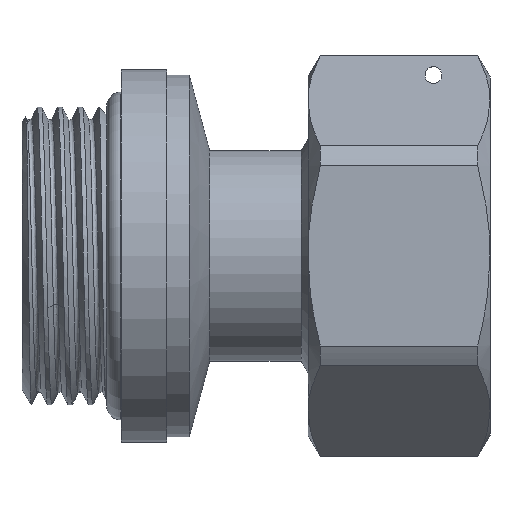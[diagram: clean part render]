
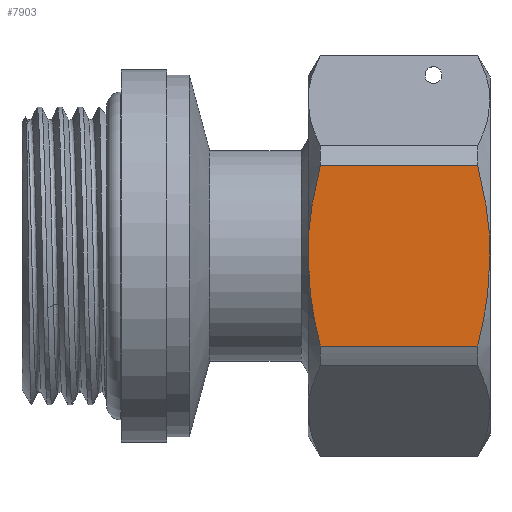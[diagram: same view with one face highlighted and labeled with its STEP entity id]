
A CAD part, top view. The second image highlights one B-rep face of the part: STEP entity #7903.
In plain terms, the highlighted face is planar.
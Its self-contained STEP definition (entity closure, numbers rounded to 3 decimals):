
#3941=CARTESIAN_POINT('',(-7.99,1.097,-15.85));
#3942=CARTESIAN_POINT('',(-7.299,0.917,-15.85));
#3943=CARTESIAN_POINT('',(-5.934,0.6,-15.85));
#3944=CARTESIAN_POINT('',(-3.949,0.258,-15.85));
#3945=CARTESIAN_POINT('',(-1.974,0.047,-15.85));
#3946=CARTESIAN_POINT('',(-0.658,0.,-15.85));
#3947=CARTESIAN_POINT('',(0.,0.,-15.85));
#3949=CARTESIAN_POINT('',(0.,0.,-15.85));
#3950=CARTESIAN_POINT('',(0.526,0.,-15.85));
#3951=CARTESIAN_POINT('',(1.58,0.03,-15.85));
#3952=CARTESIAN_POINT('',(3.158,0.166,-15.85));
#3953=CARTESIAN_POINT('',(4.742,0.387,-15.85));
#3954=CARTESIAN_POINT('',(6.343,0.693,-15.85));
#3955=CARTESIAN_POINT('',(7.437,0.953,-15.85));
#3956=CARTESIAN_POINT('',(7.99,1.097,-15.85));
#4452=DIRECTION('',(0.,-1.,0.));
#4453=VECTOR('',#4452,13.906);
#4454=CARTESIAN_POINT('',(7.99,15.003,-15.85));
#4455=LINE('',#4454,#4453);
#4474=DIRECTION('',(0.,-1.,0.));
#4475=VECTOR('',#4474,13.906);
#4476=CARTESIAN_POINT('',(-7.99,15.003,-15.85));
#4477=LINE('',#4476,#4475);
#4588=CARTESIAN_POINT('',(-7.99,15.003,-15.85));
#4589=CARTESIAN_POINT('',(-7.299,15.183,-15.85));
#4590=CARTESIAN_POINT('',(-5.934,15.5,-15.85));
#4591=CARTESIAN_POINT('',(-3.949,15.842,-15.85));
#4592=CARTESIAN_POINT('',(-1.974,16.053,-15.85));
#4593=CARTESIAN_POINT('',(-0.658,16.1,-15.85));
#4594=CARTESIAN_POINT('',(0.,16.1,-15.85));
#4596=CARTESIAN_POINT('',(0.,16.1,-15.85));
#4597=CARTESIAN_POINT('',(0.526,16.1,-15.85));
#4598=CARTESIAN_POINT('',(1.58,16.07,-15.85));
#4599=CARTESIAN_POINT('',(3.158,15.934,-15.85));
#4600=CARTESIAN_POINT('',(4.742,15.713,-15.85));
#4601=CARTESIAN_POINT('',(6.343,15.407,-15.85));
#4602=CARTESIAN_POINT('',(7.437,15.147,-15.85));
#4603=CARTESIAN_POINT('',(7.99,15.003,-15.85));
#7096=VERTEX_POINT('',#3941);
#7097=VERTEX_POINT('',#3947);
#7098=VERTEX_POINT('',#3956);
#7105=CARTESIAN_POINT('',(-7.99,15.003,-15.85));
#7106=VERTEX_POINT('',#7105);
#7107=CARTESIAN_POINT('',(7.99,15.003,-15.85));
#7108=VERTEX_POINT('',#7107);
#7112=VERTEX_POINT('',#4594);
#7888=CARTESIAN_POINT('',(-9.151,16.1,-15.85));
#7889=DIRECTION('',(0.,0.,1.));
#7890=DIRECTION('',(1.,0.,0.));
#7891=AXIS2_PLACEMENT_3D('',#7888,#7889,#7890);
#7892=PLANE('',#7891);
#7893=ORIENTED_EDGE('',*,*,#7527,.T.);
#7894=ORIENTED_EDGE('',*,*,#7539,.T.);
#7895=ORIENTED_EDGE('',*,*,#7805,.F.);
#7897=ORIENTED_EDGE('',*,*,#7896,.F.);
#7899=ORIENTED_EDGE('',*,*,#7898,.F.);
#7900=ORIENTED_EDGE('',*,*,#7823,.T.);
#7901=EDGE_LOOP('',(#7893,#7894,#7895,#7897,#7899,#7900));
#7902=FACE_OUTER_BOUND('',#7901,.F.);
#7903=ADVANCED_FACE('',(#7902),#7892,.F.);
#3948=B_SPLINE_CURVE_WITH_KNOTS('',3,(#3941,#3942,#3943,#3944,#3945,#3946,
#3947),.UNSPECIFIED.,.F.,.F.,(4,1,1,1,4),(0.,0.25,0.5,0.75,1.),
.UNSPECIFIED.);
#3957=B_SPLINE_CURVE_WITH_KNOTS('',3,(#3949,#3950,#3951,#3952,#3953,#3954,#3955,
#3956),.UNSPECIFIED.,.F.,.F.,(4,1,1,1,1,4),(0.,0.2,0.4,0.6,0.8,1.),
.UNSPECIFIED.);
#4595=B_SPLINE_CURVE_WITH_KNOTS('',3,(#4588,#4589,#4590,#4591,#4592,#4593,
#4594),.UNSPECIFIED.,.F.,.F.,(4,1,1,1,4),(0.,0.25,0.5,0.75,1.),
.UNSPECIFIED.);
#4604=B_SPLINE_CURVE_WITH_KNOTS('',3,(#4596,#4597,#4598,#4599,#4600,#4601,#4602,
#4603),.UNSPECIFIED.,.F.,.F.,(4,1,1,1,1,4),(0.,0.2,0.4,0.6,0.8,1.),
.UNSPECIFIED.);
#7527=EDGE_CURVE('',#7096,#7097,#3948,.T.);
#7539=EDGE_CURVE('',#7097,#7098,#3957,.T.);
#7805=EDGE_CURVE('',#7108,#7098,#4455,.T.);
#7823=EDGE_CURVE('',#7106,#7096,#4477,.T.);
#7896=EDGE_CURVE('',#7112,#7108,#4604,.T.);
#7898=EDGE_CURVE('',#7106,#7112,#4595,.T.);
